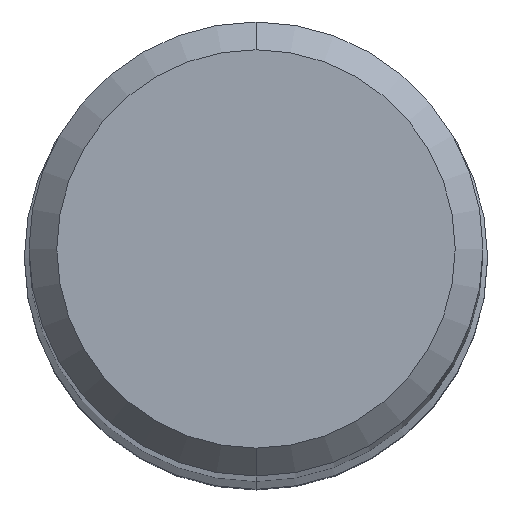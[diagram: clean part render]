
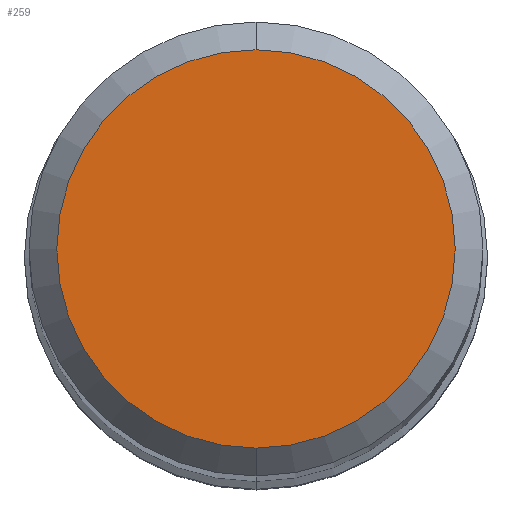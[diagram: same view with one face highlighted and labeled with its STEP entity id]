
A CAD part, top view. The second image highlights one B-rep face of the part: STEP entity #259.
In plain terms, the highlighted planar face has unit normal (0, 0, 1).
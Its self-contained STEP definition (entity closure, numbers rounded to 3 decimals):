
#259=ADVANCED_FACE('',(#652),#653,.T.);
#339=EDGE_CURVE('',#523,#541,#740,.T.);
#373=EDGE_CURVE('',#541,#523,#775,.T.);
#523=VERTEX_POINT('',#943);
#541=VERTEX_POINT('',#964);
#652=FACE_OUTER_BOUND('',#1077,.T.);
#653=PLANE('',#1078);
#740=CIRCLE('',#1312,2.15);
#775=CIRCLE('',#1387,2.15);
#943=CARTESIAN_POINT('',(0.0,2.15,0.0));
#964=CARTESIAN_POINT('',(0.,-2.15,0.0));
#1077=EDGE_LOOP('',(#1847,#1848));
#1078=AXIS2_PLACEMENT_3D('',#1849,#1850,#1851);
#1312=AXIS2_PLACEMENT_3D('',#1936,#1937,#1938);
#1387=AXIS2_PLACEMENT_3D('',#1962,#1963,#1964);
#1847=ORIENTED_EDGE('',*,*,#339,.F.);
#1848=ORIENTED_EDGE('',*,*,#373,.F.);
#1849=CARTESIAN_POINT('',(0.0,1.075,0.0));
#1850=DIRECTION('',(-0.0,0.0,1.0));
#1851=DIRECTION('',(0.0,-1.0,0.0));
#1936=CARTESIAN_POINT('',(0.0,0.0,0.0));
#1937=DIRECTION('',(0.0,0.0,-1.0));
#1938=DIRECTION('',(0.0,1.0,0.0));
#1962=CARTESIAN_POINT('',(0.0,0.0,0.0));
#1963=DIRECTION('',(0.0,0.0,-1.0));
#1964=DIRECTION('',(0.0,1.0,0.0));
